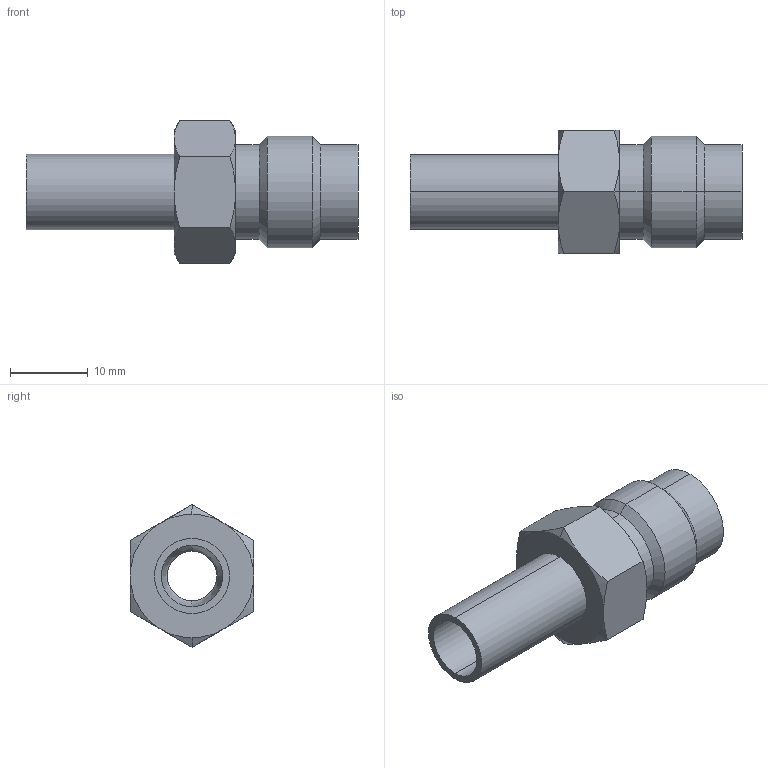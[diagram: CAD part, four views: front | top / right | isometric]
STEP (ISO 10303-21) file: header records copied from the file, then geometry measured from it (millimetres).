
FILE_DESCRIPTION(('starvars output'),'2;1');
FILE_NAME('cv20190731184529000064186.stp','18:45:29 2019/07/31',( 'Thomas Industrial Network Germany GmbH'),( 'Thomas Industrial Network Germany GmbH'),'unknown preprocess','ACIS' ,'unknown authorization');
FILE_SCHEMA(('CONFIG_CONTROL_DESIGN {UNKNOWN IMPLEMENTATION LEVEL}'));
Length unit declared in the file: millimetre
Products named in the file (1): PRODUCT_ID_1
Bounding box: 42.67 x 15.88 x 18.33 mm (x, y, z)
Volume: 3761.8 mm3; surface area: 2920.8 mm2
Topology: 1 solids, 1 shells, 44 faces, 92 edges, 52 vertices
Faces by surface type: cone 20, cylinder 12, plane 10, bspline 2
Entity records: 1032 total; most frequent: CARTESIAN_POINT 249, ORIENTED_EDGE 184, DIRECTION 98, EDGE_CURVE 92, VERTEX_POINT 52, EDGE_LOOP 48, FACE_BOUND 48, ADVANCED_FACE 44
